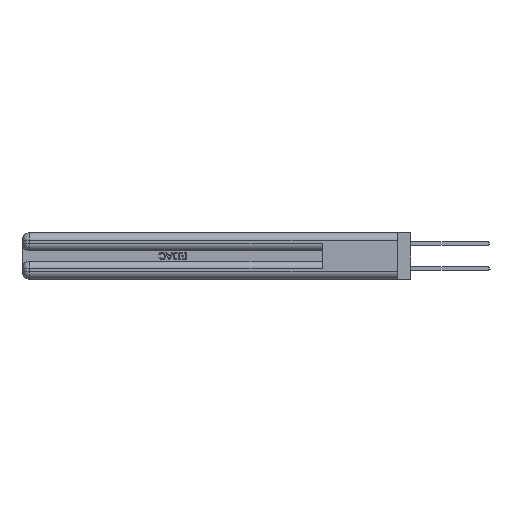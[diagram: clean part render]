
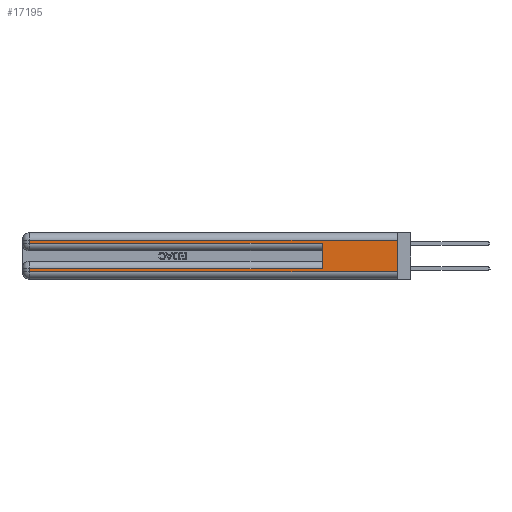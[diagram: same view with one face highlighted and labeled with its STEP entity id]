
A CAD part, left-side view. The second image highlights one B-rep face of the part: STEP entity #17195.
In plain terms, the highlighted planar face has unit normal (-1, 0, 0).
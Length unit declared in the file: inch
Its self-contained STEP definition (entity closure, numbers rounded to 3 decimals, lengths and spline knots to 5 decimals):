
#95 = DIRECTION ( 'NONE',  ( 0., 0., -1. ) ) ;
#583 = CARTESIAN_POINT ( 'NONE',  ( 0., 0., 0.37 ) ) ;
#659 = VERTEX_POINT ( 'NONE', #12291 ) ;
#1343 = ORIENTED_EDGE ( 'NONE', *, *, #2184, .F. ) ;
#2184 = EDGE_CURVE ( 'NONE', #30276, #31225, #45224, .T. ) ;
#3785 = EDGE_LOOP ( 'NONE', ( #1343, #39202, #28215, #29399, #14578, #24970, #29629, #21330 ) ) ;
#7213 = CARTESIAN_POINT ( 'NONE',  ( 0., 0., 0.37 ) ) ;
#7872 = EDGE_CURVE ( 'NONE', #659, #33526, #39827, .T. ) ;
#8288 = EDGE_CURVE ( 'NONE', #46408, #27802, #30824, .T. ) ;
#8621 = DIRECTION ( 'NONE',  ( 0., 1., 0. ) ) ;
#9269 = VECTOR ( 'NONE', #42112, 39.37008 ) ;
#10223 = CARTESIAN_POINT ( 'NONE',  ( 0., 2.94, 0.285 ) ) ;
#10600 = VECTOR ( 'NONE', #36625, 39.37008 ) ;
#11136 = CARTESIAN_POINT ( 'NONE',  ( 0., 0.6, 0.285 ) ) ;
#11202 = VECTOR ( 'NONE', #8621, 39.37008 ) ;
#12291 = CARTESIAN_POINT ( 'NONE',  ( 0., 0.6, 0.085 ) ) ;
#14578 = ORIENTED_EDGE ( 'NONE', *, *, #22421, .F. ) ;
#15167 = VECTOR ( 'NONE', #16943, 39.37008 ) ;
#16138 = VERTEX_POINT ( 'NONE', #11136 ) ;
#16488 = EDGE_CURVE ( 'NONE', #27802, #16138, #40799, .T. ) ;
#16943 = DIRECTION ( 'NONE',  ( 0., -1., 0. ) ) ;
#17195 = ADVANCED_FACE ( 'NONE', ( #38615 ), #21981, .F. ) ;
#17680 = CARTESIAN_POINT ( 'NONE',  ( 0., 0., 0.06 ) ) ;
#18366 = CARTESIAN_POINT ( 'NONE',  ( 0., 0., 0.31 ) ) ;
#18700 = DIRECTION ( 'NONE',  ( 0., 0., 1. ) ) ;
#19191 = CARTESIAN_POINT ( 'NONE',  ( 0., 0.6, 0.145 ) ) ;
#19546 = DIRECTION ( 'NONE',  ( 0., 0., -1. ) ) ;
#19580 = VECTOR ( 'NONE', #95, 39.37008 ) ;
#19884 = VECTOR ( 'NONE', #19546, 39.37008 ) ;
#20262 = CARTESIAN_POINT ( 'NONE',  ( 0., 0., 0.285 ) ) ;
#20483 = AXIS2_PLACEMENT_3D ( 'NONE', #7213, #44693, #21816 ) ;
#20679 = VECTOR ( 'NONE', #41519, 39.37008 ) ;
#21330 = ORIENTED_EDGE ( 'NONE', *, *, #34787, .T. ) ;
#21816 = DIRECTION ( 'NONE',  ( 0., 0., -1. ) ) ;
#21981 = PLANE ( 'NONE',  #20483 ) ;
#22217 = LINE ( 'NONE', #33848, #19884 ) ;
#22225 = VECTOR ( 'NONE', #18700, 39.37008 ) ;
#22421 = EDGE_CURVE ( 'NONE', #659, #16138, #32393, .T. ) ;
#23007 = VERTEX_POINT ( 'NONE', #29797 ) ;
#24970 = ORIENTED_EDGE ( 'NONE', *, *, #7872, .T. ) ;
#27802 = VERTEX_POINT ( 'NONE', #10223 ) ;
#27850 = CARTESIAN_POINT ( 'NONE',  ( 0., 2.94, 0.085 ) ) ;
#27999 = CARTESIAN_POINT ( 'NONE',  ( 0., 2.94, 0.31 ) ) ;
#28215 = ORIENTED_EDGE ( 'NONE', *, *, #8288, .T. ) ;
#29399 = ORIENTED_EDGE ( 'NONE', *, *, #16488, .T. ) ;
#29629 = ORIENTED_EDGE ( 'NONE', *, *, #48415, .T. ) ;
#29797 = CARTESIAN_POINT ( 'NONE',  ( 0., 2.94, 0.06 ) ) ;
#30050 = LINE ( 'NONE', #30623, #9269 ) ;
#30276 = VERTEX_POINT ( 'NONE', #18366 ) ;
#30623 = CARTESIAN_POINT ( 'NONE',  ( 0., 0., 0.31 ) ) ;
#30726 = CARTESIAN_POINT ( 'NONE',  ( 0., 2.94, 0.37 ) ) ;
#30824 = LINE ( 'NONE', #30726, #20679 ) ;
#30848 = LINE ( 'NONE', #17680, #10600 ) ;
#31225 = VERTEX_POINT ( 'NONE', #47458 ) ;
#32393 = LINE ( 'NONE', #19191, #22225 ) ;
#33526 = VERTEX_POINT ( 'NONE', #27850 ) ;
#33848 = CARTESIAN_POINT ( 'NONE',  ( 0., 2.94, 0.37 ) ) ;
#34504 = CARTESIAN_POINT ( 'NONE',  ( 0., 0., 0.085 ) ) ;
#34787 = EDGE_CURVE ( 'NONE', #23007, #31225, #30848, .T. ) ;
#36625 = DIRECTION ( 'NONE',  ( 0., -1., 0. ) ) ;
#38615 = FACE_OUTER_BOUND ( 'NONE', #3785, .T. ) ;
#39202 = ORIENTED_EDGE ( 'NONE', *, *, #47789, .T. ) ;
#39827 = LINE ( 'NONE', #34504, #11202 ) ;
#40799 = LINE ( 'NONE', #20262, #15167 ) ;
#41519 = DIRECTION ( 'NONE',  ( 0., 0., -1. ) ) ;
#42112 = DIRECTION ( 'NONE',  ( 0., 1., 0. ) ) ;
#44693 = DIRECTION ( 'NONE',  ( 1., 0., 0. ) ) ;
#45224 = LINE ( 'NONE', #583, #19580 ) ;
#46408 = VERTEX_POINT ( 'NONE', #27999 ) ;
#47458 = CARTESIAN_POINT ( 'NONE',  ( 0., 0., 0.06 ) ) ;
#47789 = EDGE_CURVE ( 'NONE', #30276, #46408, #30050, .T. ) ;
#48415 = EDGE_CURVE ( 'NONE', #33526, #23007, #22217, .T. ) ;
